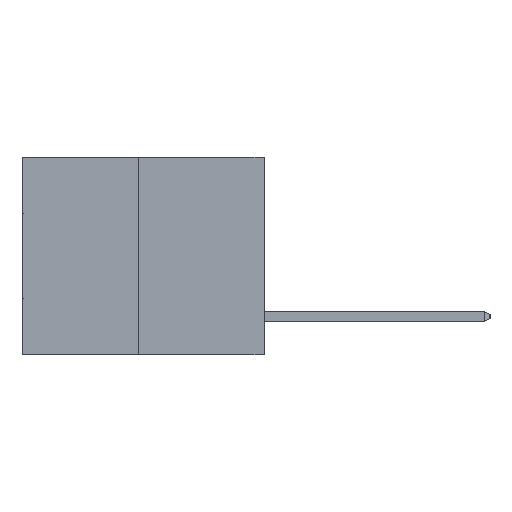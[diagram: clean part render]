
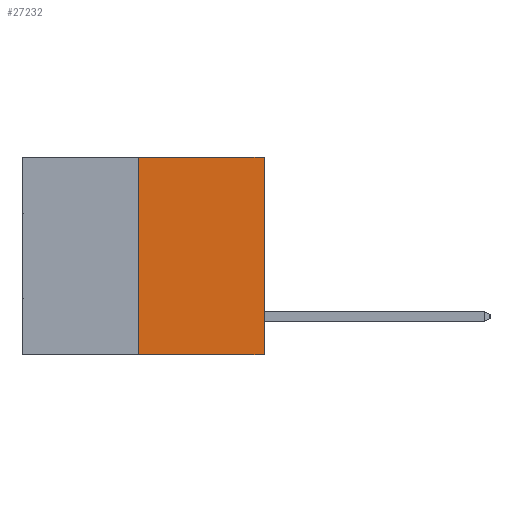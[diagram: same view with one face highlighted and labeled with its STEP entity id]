
A CAD part, left-side view. The second image highlights one B-rep face of the part: STEP entity #27232.
In plain terms, the highlighted planar face has unit normal (-1, 0, 0).
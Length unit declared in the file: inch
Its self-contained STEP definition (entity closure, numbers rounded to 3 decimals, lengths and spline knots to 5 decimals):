
#51 = DIRECTION ( 'NONE',  ( 0., -1., 0. ) ) ;
#182 = LINE ( 'NONE', #22983, #15785 ) ;
#1933 = LINE ( 'NONE', #12125, #14321 ) ;
#2810 = EDGE_CURVE ( 'NONE', #13731, #25221, #11870, .T. ) ;
#2845 = CARTESIAN_POINT ( 'NONE',  ( 0., 0.6, 0. ) ) ;
#4564 = CARTESIAN_POINT ( 'NONE',  ( 0., 0., -0.49 ) ) ;
#5437 = EDGE_LOOP ( 'NONE', ( #30848, #17102, #7907, #12695 ) ) ;
#5796 = PLANE ( 'NONE',  #9183 ) ;
#6034 = VERTEX_POINT ( 'NONE', #25962 ) ;
#7366 = DIRECTION ( 'NONE',  ( 0., 0., 1. ) ) ;
#7597 = FACE_OUTER_BOUND ( 'NONE', #5437, .T. ) ;
#7907 = ORIENTED_EDGE ( 'NONE', *, *, #2810, .T. ) ;
#9183 = AXIS2_PLACEMENT_3D ( 'NONE', #2845, #10757, #30814 ) ;
#9664 = DIRECTION ( 'NONE',  ( 0., 0., 1. ) ) ;
#9667 = CARTESIAN_POINT ( 'NONE',  ( 0., 0., 0. ) ) ;
#10641 = CARTESIAN_POINT ( 'NONE',  ( 0., 0.6, -0.49 ) ) ;
#10757 = DIRECTION ( 'NONE',  ( 1., 0., 0. ) ) ;
#11870 = LINE ( 'NONE', #17216, #19492 ) ;
#12069 = VERTEX_POINT ( 'NONE', #20396 ) ;
#12125 = CARTESIAN_POINT ( 'NONE',  ( 0., 0.312, -0.49 ) ) ;
#12695 = ORIENTED_EDGE ( 'NONE', *, *, #16747, .F. ) ;
#13731 = VERTEX_POINT ( 'NONE', #4564 ) ;
#14321 = VECTOR ( 'NONE', #9664, 39.37008 ) ;
#15785 = VECTOR ( 'NONE', #51, 39.37008 ) ;
#16747 = EDGE_CURVE ( 'NONE', #12069, #25221, #182, .T. ) ;
#17102 = ORIENTED_EDGE ( 'NONE', *, *, #25368, .T. ) ;
#17216 = CARTESIAN_POINT ( 'NONE',  ( 0., 0., 0. ) ) ;
#17419 = VECTOR ( 'NONE', #26298, 39.37008 ) ;
#19492 = VECTOR ( 'NONE', #7366, 39.37008 ) ;
#20396 = CARTESIAN_POINT ( 'NONE',  ( 0., 0.312, 0. ) ) ;
#22983 = CARTESIAN_POINT ( 'NONE',  ( 0., 0.6, 0. ) ) ;
#23841 = EDGE_CURVE ( 'NONE', #6034, #12069, #1933, .T. ) ;
#25221 = VERTEX_POINT ( 'NONE', #9667 ) ;
#25368 = EDGE_CURVE ( 'NONE', #6034, #13731, #31850, .T. ) ;
#25962 = CARTESIAN_POINT ( 'NONE',  ( 0., 0.312, -0.49 ) ) ;
#26298 = DIRECTION ( 'NONE',  ( 0., -1., 0. ) ) ;
#27232 = ADVANCED_FACE ( 'NONE', ( #7597 ), #5796, .F. ) ;
#30814 = DIRECTION ( 'NONE',  ( 0., 0., -1. ) ) ;
#30848 = ORIENTED_EDGE ( 'NONE', *, *, #23841, .F. ) ;
#31850 = LINE ( 'NONE', #10641, #17419 ) ;
